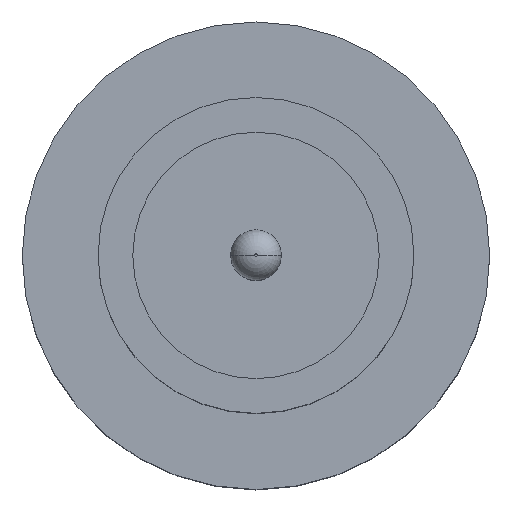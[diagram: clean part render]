
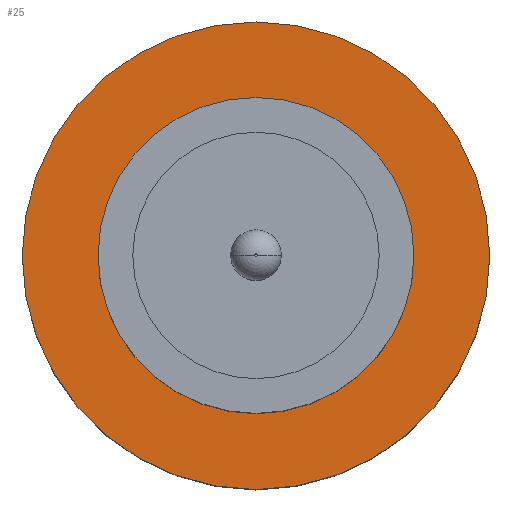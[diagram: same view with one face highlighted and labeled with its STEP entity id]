
A CAD part, top view. The second image highlights one B-rep face of the part: STEP entity #25.
In plain terms, the highlighted planar face has unit normal (0, 0, 1).
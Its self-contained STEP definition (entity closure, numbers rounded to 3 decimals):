
#25 = ADVANCED_FACE ( 'NONE', ( #710, #879 ), #513, .T. ) ;
#30 = CIRCLE ( 'NONE', #598, 1.25 ) ;
#33 = DIRECTION ( 'NONE',  ( 1., 0., 0. ) ) ;
#70 = EDGE_CURVE ( 'NONE', #410, #194, #553, .T. ) ;
#94 = CARTESIAN_POINT ( 'NONE',  ( 0., 0., 1.55 ) ) ;
#96 = DIRECTION ( 'NONE',  ( 1., 0., 0. ) ) ;
#98 = DIRECTION ( 'NONE',  ( 1., 0., 0. ) ) ;
#121 = ORIENTED_EDGE ( 'NONE', *, *, #70, .T. ) ;
#126 = CARTESIAN_POINT ( 'NONE',  ( 1.85, 0., 1.55 ) ) ;
#135 = CARTESIAN_POINT ( 'NONE',  ( -1.85, 0., 1.55 ) ) ;
#170 = DIRECTION ( 'NONE',  ( 0., 0., 1. ) ) ;
#194 = VERTEX_POINT ( 'NONE', #126 ) ;
#302 = CARTESIAN_POINT ( 'NONE',  ( 0., 0., 1.55 ) ) ;
#335 = AXIS2_PLACEMENT_3D ( 'NONE', #302, #524, #33 ) ;
#360 = AXIS2_PLACEMENT_3D ( 'NONE', #94, #718, #582 ) ;
#405 = AXIS2_PLACEMENT_3D ( 'NONE', #875, #170, #96 ) ;
#410 = VERTEX_POINT ( 'NONE', #135 ) ;
#414 = ORIENTED_EDGE ( 'NONE', *, *, #762, .T. ) ;
#439 = EDGE_LOOP ( 'NONE', ( #806, #647 ) ) ;
#444 = CARTESIAN_POINT ( 'NONE',  ( 0., 0., 1.55 ) ) ;
#450 = DIRECTION ( 'NONE',  ( 1., 0., 0. ) ) ;
#481 = CARTESIAN_POINT ( 'NONE',  ( -1.25, 0., 1.55 ) ) ;
#513 = PLANE ( 'NONE',  #360 ) ;
#524 = DIRECTION ( 'NONE',  ( 0., 0., 1. ) ) ;
#553 = CIRCLE ( 'NONE', #892, 1.85 ) ;
#571 = CARTESIAN_POINT ( 'NONE',  ( 1.25, 0., 1.55 ) ) ;
#582 = DIRECTION ( 'NONE',  ( 1., 0., 0. ) ) ;
#593 = VERTEX_POINT ( 'NONE', #571 ) ;
#598 = AXIS2_PLACEMENT_3D ( 'NONE', #444, #731, #98 ) ;
#647 = ORIENTED_EDGE ( 'NONE', *, *, #661, .F. ) ;
#661 = EDGE_CURVE ( 'NONE', #882, #593, #30, .T. ) ;
#665 = DIRECTION ( 'NONE',  ( 0., 0., 1. ) ) ;
#687 = EDGE_CURVE ( 'NONE', #593, #882, #838, .T. ) ;
#710 = FACE_BOUND ( 'NONE', #439, .T. ) ;
#718 = DIRECTION ( 'NONE',  ( 0., 0., 1. ) ) ;
#731 = DIRECTION ( 'NONE',  ( 0., 0., 1. ) ) ;
#744 = CIRCLE ( 'NONE', #405, 1.85 ) ;
#762 = EDGE_CURVE ( 'NONE', #194, #410, #744, .T. ) ;
#806 = ORIENTED_EDGE ( 'NONE', *, *, #687, .F. ) ;
#812 = CARTESIAN_POINT ( 'NONE',  ( 0., 0., 1.55 ) ) ;
#838 = CIRCLE ( 'NONE', #335, 1.25 ) ;
#851 = EDGE_LOOP ( 'NONE', ( #121, #414 ) ) ;
#875 = CARTESIAN_POINT ( 'NONE',  ( 0., 0., 1.55 ) ) ;
#879 = FACE_OUTER_BOUND ( 'NONE', #851, .T. ) ;
#882 = VERTEX_POINT ( 'NONE', #481 ) ;
#892 = AXIS2_PLACEMENT_3D ( 'NONE', #812, #665, #450 ) ;
